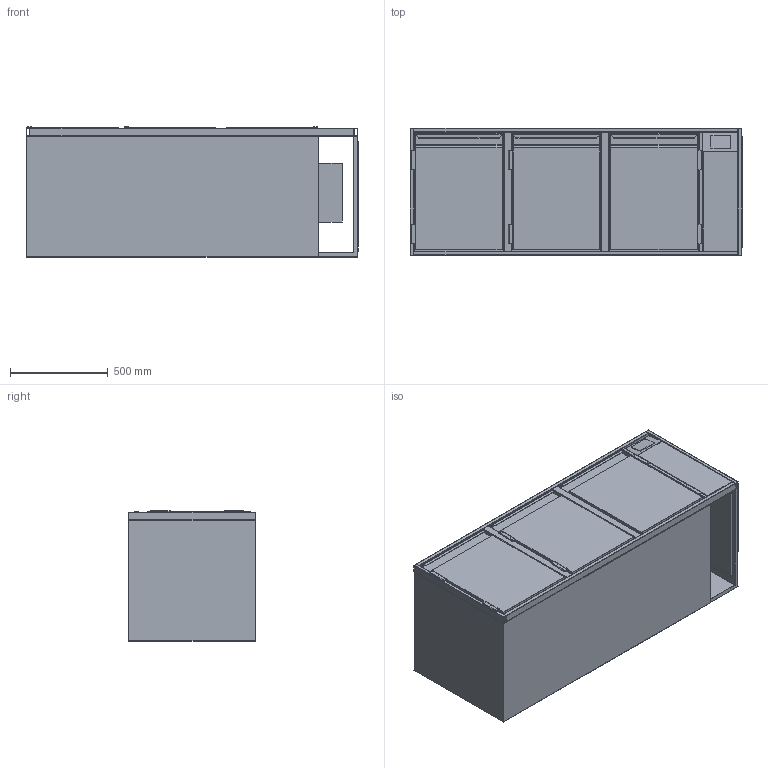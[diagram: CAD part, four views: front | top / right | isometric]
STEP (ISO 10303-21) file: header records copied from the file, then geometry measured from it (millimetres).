
FILE_DESCRIPTION (( 'STEP AP214' ), '1' );
FILE_NAME ('TKZ-3-65-R-3T.step', '2024-11-06T14:58:36', ( '' ), ( '' ), 'SwSTEP 2.0', 'SolidWorks 2023', '' );
FILE_SCHEMA (( 'AUTOMOTIVE_DESIGN' ));
Length unit declared in the file: millimetre
Products named in the file (11): 21-11-50307_G-TK-FRR-650-1700--1500B-200; 24-02-55011_G-TK-Fach-Z-R-200-660-650; TKZ-3-65-R-3T; 20-03-43331_G-KT-Auflage-400-660-mit-Rost; 24-01-54902_TK-TUER-445-595-R; 24-01-54902_TK-TUER-445-595-L; 24-01-54895_G-TK-Einbauelement-Tür-460-660-650-R; 24-01-54896_G-TK-Rahmen-Tür-460-650; 20-03-43331_G-KT-Auflage-400-660-Ohne-Rost; 24-01-54895_G-TK-Einbauelement-Tür-460-660-650-L; 23-10-54612_G-TK-Korpus-1500-660-650-R
Assembly tree (16 placements, depth 3):
  TKZ-3-65-R-3T
    23-10-54612_G-TK-Korpus-1500-660-650-R
    21-11-50307_G-TK-FRR-650-1700--1500B-200
    24-02-55011_G-TK-Fach-Z-R-200-660-650
    24-01-54895_G-TK-Einbauelement-Tür-460-660-650-L  x2
      24-01-54896_G-TK-Rahmen-Tür-460-650
      24-01-54902_TK-TUER-445-595-L
      20-03-43331_G-KT-Auflage-400-660-Ohne-Rost
      20-03-43331_G-KT-Auflage-400-660-mit-Rost
    24-01-54895_G-TK-Einbauelement-Tür-460-660-650-R
      24-01-54896_G-TK-Rahmen-Tür-460-650
      24-01-54902_TK-TUER-445-595-R
      20-03-43331_G-KT-Auflage-400-660-Ohne-Rost  x2
      20-03-43331_G-KT-Auflage-400-660-mit-Rost
Bounding box: 1701 x 650 x 667.5 mm (x, y, z)
Volume: 258754488.7 mm3; surface area: 16673529.2 mm2
Topology: 41 solids, 41 shells, 2404 faces, 6392 edges, 4044 vertices
Faces by surface type: cylinder 1478, plane 787, torus 48, sphere 46, bspline 45
Entity records: 36017 total; most frequent: CARTESIAN_POINT 6914, DIRECTION 6197, ORIENTED_EDGE 5746, EDGE_CURVE 2873, AXIS2_PLACEMENT_3D 2313, VERTEX_POINT 1818, VECTOR 1571, LINE 1571
